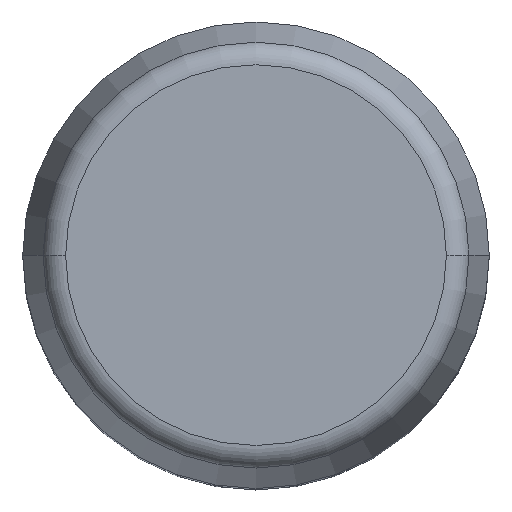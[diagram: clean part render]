
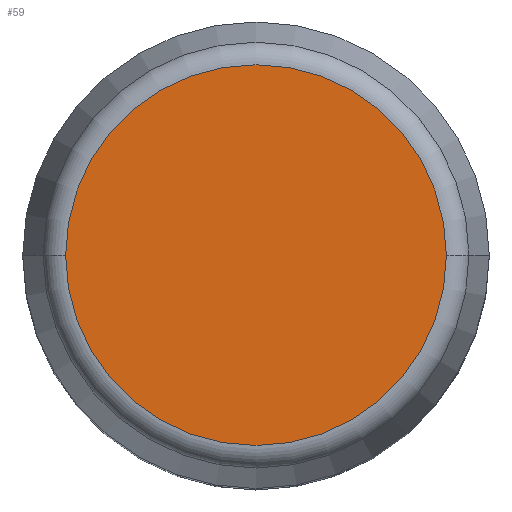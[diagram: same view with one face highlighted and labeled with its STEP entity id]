
A CAD part, top view. The second image highlights one B-rep face of the part: STEP entity #59.
In plain terms, the highlighted planar face has unit normal (0, 0, 1).
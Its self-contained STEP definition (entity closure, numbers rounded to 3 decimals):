
#6 = DIRECTION ( 'NONE',  ( 0., 0., 1. ) ) ;
#59 = ADVANCED_FACE ( 'NONE', ( #487 ), #76, .T. ) ;
#76 = PLANE ( 'NONE',  #1104 ) ;
#270 = CARTESIAN_POINT ( 'NONE',  ( -4.08, 0., 20. ) ) ;
#288 = CIRCLE ( 'NONE', #1013, 4.08 ) ;
#399 = AXIS2_PLACEMENT_3D ( 'NONE', #596, #6, #687 ) ;
#431 = VERTEX_POINT ( 'NONE', #270 ) ;
#433 = EDGE_CURVE ( 'NONE', #808, #431, #288, .T. ) ;
#462 = CARTESIAN_POINT ( 'NONE',  ( 0., 0., 20. ) ) ;
#470 = CARTESIAN_POINT ( 'NONE',  ( 0., 0., 20. ) ) ;
#487 = FACE_OUTER_BOUND ( 'NONE', #1204, .T. ) ;
#530 = EDGE_CURVE ( 'NONE', #431, #808, #1031, .T. ) ;
#560 = DIRECTION ( 'NONE',  ( 1., 0., 0. ) ) ;
#566 = DIRECTION ( 'NONE',  ( 1., 0., 0. ) ) ;
#596 = CARTESIAN_POINT ( 'NONE',  ( 0., 0., 20. ) ) ;
#687 = DIRECTION ( 'NONE',  ( 1., 0., 0. ) ) ;
#753 = ORIENTED_EDGE ( 'NONE', *, *, #530, .T. ) ;
#760 = ORIENTED_EDGE ( 'NONE', *, *, #433, .T. ) ;
#808 = VERTEX_POINT ( 'NONE', #948 ) ;
#948 = CARTESIAN_POINT ( 'NONE',  ( 4.08, 0., 20. ) ) ;
#1013 = AXIS2_PLACEMENT_3D ( 'NONE', #462, #1141, #566 ) ;
#1031 = CIRCLE ( 'NONE', #399, 4.08 ) ;
#1104 = AXIS2_PLACEMENT_3D ( 'NONE', #470, #1136, #560 ) ;
#1136 = DIRECTION ( 'NONE',  ( 0., 0., 1. ) ) ;
#1141 = DIRECTION ( 'NONE',  ( 0., 0., 1. ) ) ;
#1204 = EDGE_LOOP ( 'NONE', ( #760, #753 ) ) ;
